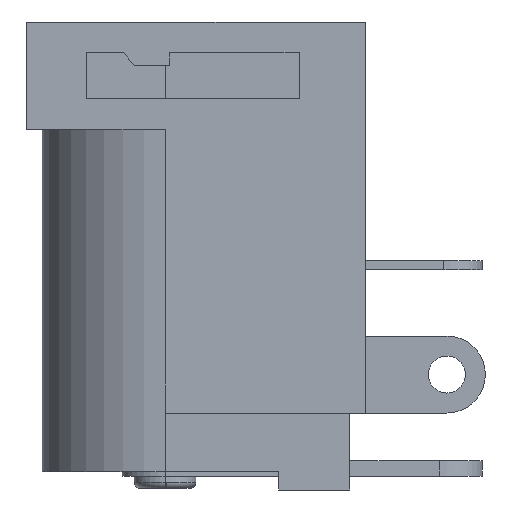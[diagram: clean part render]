
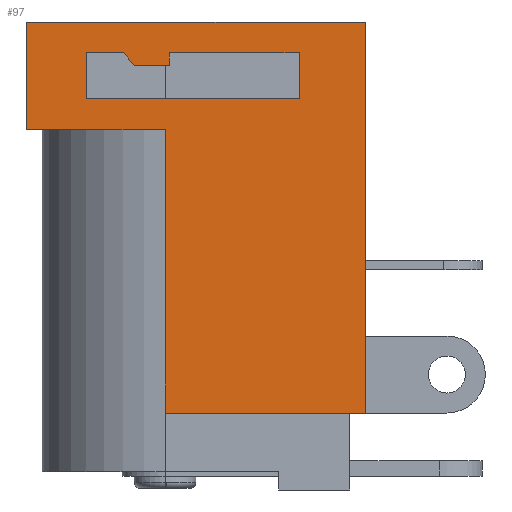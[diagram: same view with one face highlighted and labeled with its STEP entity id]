
A CAD part, left-side view. The second image highlights one B-rep face of the part: STEP entity #97.
In plain terms, the highlighted planar face has unit normal (-1, 0, 0).
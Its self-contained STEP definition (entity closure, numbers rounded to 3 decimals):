
#97=ADVANCED_FACE('',(#304,#305),#306,.T.);
#304=FACE_OUTER_BOUND('',#620,.T.);
#305=FACE_BOUND('',#621,.T.);
#306=PLANE('',#622);
#620=EDGE_LOOP('',(#1306,#1307,#1308,#1309,#1310,#1311));
#621=EDGE_LOOP('',(#1312,#1313,#1314,#1315,#1316,#1317,#1318,#1319));
#622=AXIS2_PLACEMENT_3D('',#1320,#1321,#1322);
#1306=ORIENTED_EDGE('',*,*,#2298,.F.);
#1307=ORIENTED_EDGE('',*,*,#2307,.F.);
#1308=ORIENTED_EDGE('',*,*,#2244,.T.);
#1309=ORIENTED_EDGE('',*,*,#2242,.T.);
#1310=ORIENTED_EDGE('',*,*,#2229,.F.);
#1311=ORIENTED_EDGE('',*,*,#2135,.T.);
#1312=ORIENTED_EDGE('',*,*,#2308,.T.);
#1313=ORIENTED_EDGE('',*,*,#2309,.T.);
#1314=ORIENTED_EDGE('',*,*,#2310,.T.);
#1315=ORIENTED_EDGE('',*,*,#2311,.T.);
#1316=ORIENTED_EDGE('',*,*,#2312,.T.);
#1317=ORIENTED_EDGE('',*,*,#2313,.T.);
#1318=ORIENTED_EDGE('',*,*,#2314,.T.);
#1319=ORIENTED_EDGE('',*,*,#2315,.T.);
#1320=CARTESIAN_POINT('',(-4.5,11.0,0.0));
#1321=DIRECTION('',(-1.0,0.0,0.0));
#1322=DIRECTION('',(0.0,0.0,1.0));
#2135=EDGE_CURVE('',#2650,#2647,#2651,.T.);
#2229=EDGE_CURVE('',#2650,#2826,#2827,.T.);
#2242=EDGE_CURVE('',#2847,#2826,#2848,.T.);
#2244=EDGE_CURVE('',#2850,#2847,#2851,.T.);
#2298=EDGE_CURVE('',#2935,#2647,#2937,.T.);
#2307=EDGE_CURVE('',#2850,#2935,#2952,.T.);
#2308=EDGE_CURVE('',#2953,#2954,#2955,.T.);
#2309=EDGE_CURVE('',#2954,#2956,#2957,.T.);
#2310=EDGE_CURVE('',#2956,#2958,#2959,.T.);
#2311=EDGE_CURVE('',#2958,#2960,#2961,.T.);
#2312=EDGE_CURVE('',#2960,#2962,#2963,.T.);
#2313=EDGE_CURVE('',#2962,#2964,#2965,.T.);
#2314=EDGE_CURVE('',#2964,#2966,#2967,.T.);
#2315=EDGE_CURVE('',#2966,#2953,#2968,.T.);
#2647=VERTEX_POINT('',#3338);
#2650=VERTEX_POINT('',#3342);
#2651=LINE('',#3343,#3344);
#2826=VERTEX_POINT('',#3596);
#2827=LINE('',#3597,#3598);
#2847=VERTEX_POINT('',#3628);
#2848=LINE('',#3629,#3630);
#2850=VERTEX_POINT('',#3633);
#2851=LINE('',#3634,#3635);
#2935=VERTEX_POINT('',#3763);
#2937=LINE('',#3766,#3767);
#2952=LINE('',#3786,#3787);
#2953=VERTEX_POINT('',#3788);
#2954=VERTEX_POINT('',#3789);
#2955=LINE('',#3790,#3791);
#2956=VERTEX_POINT('',#3792);
#2957=LINE('',#3793,#3794);
#2958=VERTEX_POINT('',#3795);
#2959=LINE('',#3796,#3797);
#2960=VERTEX_POINT('',#3798);
#2961=LINE('',#3799,#3800);
#2962=VERTEX_POINT('',#3801);
#2963=LINE('',#3802,#3803);
#2964=VERTEX_POINT('',#3804);
#2965=LINE('',#3805,#3806);
#2966=VERTEX_POINT('',#3807);
#2967=LINE('',#3808,#3809);
#2968=LINE('',#3810,#3811);
#3338=CARTESIAN_POINT('',(-4.5,0.0,3.5));
#3342=CARTESIAN_POINT('',(-4.5,0.0,-9.2));
#3343=CARTESIAN_POINT('',(-4.5,0.0,-9.2));
#3344=VECTOR('',#4355,12.7);
#3596=CARTESIAN_POINT('',(-4.5,6.5,-9.2));
#3597=CARTESIAN_POINT('',(-4.5,0.0,-9.2));
#3598=VECTOR('',#4481,6.5);
#3628=CARTESIAN_POINT('',(-4.5,6.5,0.0));
#3629=CARTESIAN_POINT('',(-4.5,6.5,0.0));
#3630=VECTOR('',#4498,9.2);
#3633=CARTESIAN_POINT('',(-4.5,11.0,0.0));
#3634=CARTESIAN_POINT('',(-4.5,11.0,0.0));
#3635=VECTOR('',#4500,4.5);
#3763=CARTESIAN_POINT('',(-4.5,11.0,3.5));
#3766=CARTESIAN_POINT('',(-4.5,11.0,3.5));
#3767=VECTOR('',#4570,11.0);
#3786=CARTESIAN_POINT('',(-4.5,11.0,0.0));
#3787=VECTOR('',#4587,3.5);
#3788=CARTESIAN_POINT('',(-4.5,7.84,2.5));
#3789=CARTESIAN_POINT('',(-4.5,7.51,2.09));
#3790=CARTESIAN_POINT('',(-4.5,7.84,2.5));
#3791=VECTOR('',#4588,0.526);
#3792=CARTESIAN_POINT('',(-4.5,6.37,2.09));
#3793=CARTESIAN_POINT('',(-4.5,7.51,2.09));
#3794=VECTOR('',#4589,1.14);
#3795=CARTESIAN_POINT('',(-4.5,6.37,2.5));
#3796=CARTESIAN_POINT('',(-4.5,6.37,2.09));
#3797=VECTOR('',#4590,0.41);
#3798=CARTESIAN_POINT('',(-4.5,2.15,2.5));
#3799=CARTESIAN_POINT('',(-4.5,6.37,2.5));
#3800=VECTOR('',#4591,4.22);
#3801=CARTESIAN_POINT('',(-4.5,2.15,1.0));
#3802=CARTESIAN_POINT('',(-4.5,2.15,2.5));
#3803=VECTOR('',#4592,1.5);
#3804=CARTESIAN_POINT('',(-4.5,9.07,1.0));
#3805=CARTESIAN_POINT('',(-4.5,2.15,1.0));
#3806=VECTOR('',#4593,6.92);
#3807=CARTESIAN_POINT('',(-4.5,9.07,2.5));
#3808=CARTESIAN_POINT('',(-4.5,9.07,1.0));
#3809=VECTOR('',#4594,1.5);
#3810=CARTESIAN_POINT('',(-4.5,9.07,2.5));
#3811=VECTOR('',#4595,1.23);
#4355=DIRECTION('',(0.0,0.0,1.0));
#4481=DIRECTION('',(0.0,1.0,0.0));
#4498=DIRECTION('',(0.0,0.0,-1.0));
#4500=DIRECTION('',(0.0,-1.0,0.0));
#4570=DIRECTION('',(0.0,-1.0,0.0));
#4587=DIRECTION('',(0.0,0.0,1.0));
#4588=DIRECTION('',(0.0,-0.627,-0.779));
#4589=DIRECTION('',(0.0,-1.0,0.0));
#4590=DIRECTION('',(0.0,0.0,1.0));
#4591=DIRECTION('',(0.0,-1.0,0.0));
#4592=DIRECTION('',(0.0,0.0,-1.0));
#4593=DIRECTION('',(0.0,1.0,0.0));
#4594=DIRECTION('',(0.0,0.0,1.0));
#4595=DIRECTION('',(0.0,-1.0,0.0));
